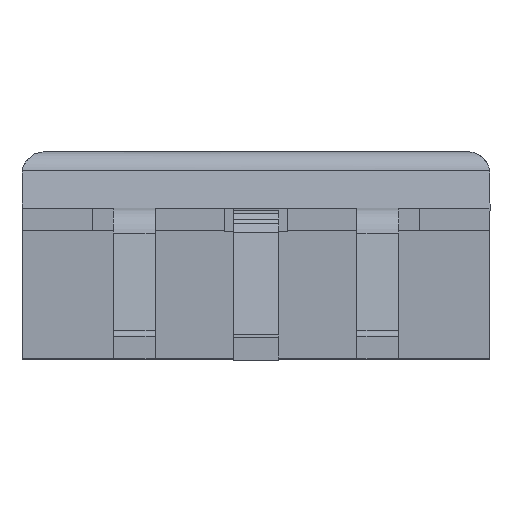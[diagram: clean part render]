
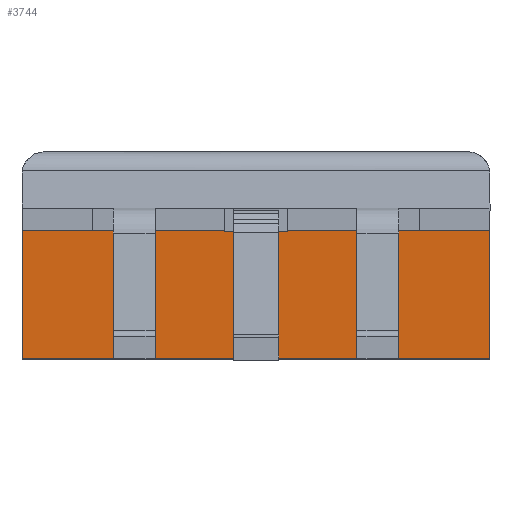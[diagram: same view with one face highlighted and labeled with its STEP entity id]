
A CAD part, front view. The second image highlights one B-rep face of the part: STEP entity #3744.
In plain terms, the highlighted planar face has unit normal (0, -0.999, -0.035).
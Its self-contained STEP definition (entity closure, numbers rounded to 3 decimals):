
#14 = CARTESIAN_POINT ( 'NONE',  ( 7.733, 4.846, 2.85 ) ) ;
#155 = LINE ( 'NONE', #3270, #524 ) ;
#157 = DIRECTION ( 'NONE',  ( 1., 0., 0. ) ) ;
#251 = CARTESIAN_POINT ( 'NONE',  ( 4.773, 4.846, 2.85 ) ) ;
#263 = EDGE_CURVE ( 'NONE', #4905, #2888, #155, .T. ) ;
#341 = CARTESIAN_POINT ( 'NONE',  ( -1.107, 4.846, 2.85 ) ) ;
#387 = EDGE_CURVE ( 'NONE', #5837, #4905, #1794, .T. ) ;
#524 = VECTOR ( 'NONE', #5147, 1000. ) ;
#544 = EDGE_CURVE ( 'NONE', #5214, #3995, #3144, .T. ) ;
#634 = CARTESIAN_POINT ( 'NONE',  ( 6.173, 4.846, 2.85 ) ) ;
#682 = VECTOR ( 'NONE', #4229, 1000. ) ;
#736 = DIRECTION ( 'NONE',  ( 0., 0.999, 0.035 ) ) ;
#742 = ORIENTED_EDGE ( 'NONE', *, *, #2727, .F. ) ;
#806 = ORIENTED_EDGE ( 'NONE', *, *, #6075, .T. ) ;
#896 = VERTEX_POINT ( 'NONE', #1982 ) ;
#932 = FACE_OUTER_BOUND ( 'NONE', #1644, .T. ) ;
#1109 = LINE ( 'NONE', #2833, #3616 ) ;
#1116 = LINE ( 'NONE', #5320, #3623 ) ;
#1147 = CARTESIAN_POINT ( 'NONE',  ( 3.233, 4.846, 2.85 ) ) ;
#1174 = CARTESIAN_POINT ( 'NONE',  ( -2.667, 4.946, 0. ) ) ;
#1178 = EDGE_CURVE ( 'NONE', #3620, #5214, #2910, .T. ) ;
#1204 = ORIENTED_EDGE ( 'NONE', *, *, #1919, .F. ) ;
#1246 = CARTESIAN_POINT ( 'NONE',  ( -2.667, 4.946, 0. ) ) ;
#1403 = ORIENTED_EDGE ( 'NONE', *, *, #387, .T. ) ;
#1530 = DIRECTION ( 'NONE',  ( 1., 0., 0. ) ) ;
#1622 = VECTOR ( 'NONE', #2728, 1000. ) ;
#1644 = EDGE_LOOP ( 'NONE', ( #1403, #2547, #742, #5930, #3452, #1204, #5711, #806, #3706, #2738 ) ) ;
#1717 = VECTOR ( 'NONE', #2167, 1000. ) ;
#1794 = LINE ( 'NONE', #1246, #1717 ) ;
#1919 = EDGE_CURVE ( 'NONE', #6066, #3620, #1109, .T. ) ;
#1982 = CARTESIAN_POINT ( 'NONE',  ( -2.667, 4.846, 2.85 ) ) ;
#2083 = CARTESIAN_POINT ( 'NONE',  ( 7.733, 4.846, 2.85 ) ) ;
#2139 = VERTEX_POINT ( 'NONE', #2811 ) ;
#2167 = DIRECTION ( 'NONE',  ( 1., 0., 0. ) ) ;
#2169 = CARTESIAN_POINT ( 'NONE',  ( 7.733, 4.846, 2.85 ) ) ;
#2188 = CARTESIAN_POINT ( 'NONE',  ( 1.833, 4.846, 2.85 ) ) ;
#2202 = LINE ( 'NONE', #341, #3330 ) ;
#2282 = CARTESIAN_POINT ( 'NONE',  ( -2.667, 4.846, 2.85 ) ) ;
#2295 = AXIS2_PLACEMENT_3D ( 'NONE', #3580, #736, #4030 ) ;
#2356 = VECTOR ( 'NONE', #1530, 1000. ) ;
#2367 = EDGE_CURVE ( 'NONE', #5954, #6066, #5963, .T. ) ;
#2410 = CARTESIAN_POINT ( 'NONE',  ( 7.733, 4.946, 0. ) ) ;
#2449 = LINE ( 'NONE', #2083, #4952 ) ;
#2479 = DIRECTION ( 'NONE',  ( 1., 0., 0. ) ) ;
#2547 = ORIENTED_EDGE ( 'NONE', *, *, #263, .T. ) ;
#2628 = CARTESIAN_POINT ( 'NONE',  ( 0.293, 4.846, 2.85 ) ) ;
#2727 = EDGE_CURVE ( 'NONE', #3995, #2888, #1116, .T. ) ;
#2728 = DIRECTION ( 'NONE',  ( 0., -0.035, 0.999 ) ) ;
#2738 = ORIENTED_EDGE ( 'NONE', *, *, #6099, .F. ) ;
#2786 = EDGE_CURVE ( 'NONE', #896, #2139, #2449, .T. ) ;
#2811 = CARTESIAN_POINT ( 'NONE',  ( -1.107, 4.846, 2.85 ) ) ;
#2833 = CARTESIAN_POINT ( 'NONE',  ( 7.733, 4.846, 2.85 ) ) ;
#2888 = VERTEX_POINT ( 'NONE', #2169 ) ;
#2910 = LINE ( 'NONE', #14, #682 ) ;
#3144 = LINE ( 'NONE', #634, #3515 ) ;
#3270 = CARTESIAN_POINT ( 'NONE',  ( 7.733, 4.946, 0. ) ) ;
#3330 = VECTOR ( 'NONE', #5537, 1000. ) ;
#3452 = ORIENTED_EDGE ( 'NONE', *, *, #1178, .F. ) ;
#3515 = VECTOR ( 'NONE', #157, 1000. ) ;
#3580 = CARTESIAN_POINT ( 'NONE',  ( 7.733, 4.846, 2.85 ) ) ;
#3616 = VECTOR ( 'NONE', #5469, 1000. ) ;
#3620 = VERTEX_POINT ( 'NONE', #1147 ) ;
#3623 = VECTOR ( 'NONE', #2479, 1000. ) ;
#3706 = ORIENTED_EDGE ( 'NONE', *, *, #2786, .F. ) ;
#3744 = ADVANCED_FACE ( 'NONE', ( #932 ), #4018, .F. ) ;
#3995 = VERTEX_POINT ( 'NONE', #4758 ) ;
#4018 = PLANE ( 'NONE',  #2295 ) ;
#4030 = DIRECTION ( 'NONE',  ( 0., -0.035, 0.999 ) ) ;
#4229 = DIRECTION ( 'NONE',  ( 1., 0., 0. ) ) ;
#4378 = CARTESIAN_POINT ( 'NONE',  ( 7.733, 4.846, 2.85 ) ) ;
#4758 = CARTESIAN_POINT ( 'NONE',  ( 6.173, 4.846, 2.85 ) ) ;
#4905 = VERTEX_POINT ( 'NONE', #2410 ) ;
#4952 = VECTOR ( 'NONE', #5388, 1000. ) ;
#5147 = DIRECTION ( 'NONE',  ( 0., -0.035, 0.999 ) ) ;
#5214 = VERTEX_POINT ( 'NONE', #251 ) ;
#5235 = LINE ( 'NONE', #2282, #1622 ) ;
#5320 = CARTESIAN_POINT ( 'NONE',  ( 7.733, 4.846, 2.85 ) ) ;
#5388 = DIRECTION ( 'NONE',  ( 1., 0., 0. ) ) ;
#5469 = DIRECTION ( 'NONE',  ( 1., 0., 0. ) ) ;
#5537 = DIRECTION ( 'NONE',  ( -1., 0., 0. ) ) ;
#5711 = ORIENTED_EDGE ( 'NONE', *, *, #2367, .F. ) ;
#5837 = VERTEX_POINT ( 'NONE', #1174 ) ;
#5930 = ORIENTED_EDGE ( 'NONE', *, *, #544, .F. ) ;
#5954 = VERTEX_POINT ( 'NONE', #2628 ) ;
#5963 = LINE ( 'NONE', #4378, #2356 ) ;
#6066 = VERTEX_POINT ( 'NONE', #2188 ) ;
#6075 = EDGE_CURVE ( 'NONE', #5954, #2139, #2202, .T. ) ;
#6099 = EDGE_CURVE ( 'NONE', #5837, #896, #5235, .T. ) ;
